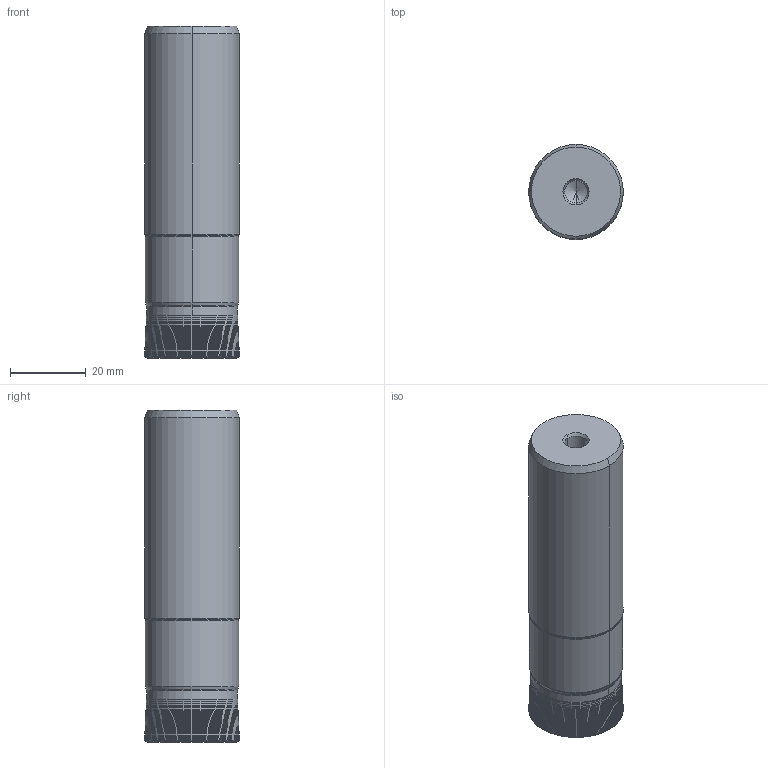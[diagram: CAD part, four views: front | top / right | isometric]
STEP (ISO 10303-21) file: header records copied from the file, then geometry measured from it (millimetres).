
FILE_DESCRIPTION((''),'2;1');
FILE_NAME('DEX','2022-12-19T14:33:18',('suchanowa'),(''),'CREO PARAMETRIC BY PTC INC, 2021184','CREO PARAMETRIC BY PTC INC, 2021184','');
FILE_SCHEMA(('AP242_MANAGED_MODEL_BASED_3D_ENGINEERING_MIM_LF { 1 0 10303 442 1 1 4 }'));
Length unit declared in the file: millimetre
Products named in the file (1): DEX
Bounding box: 25 x 25 x 87.75 mm (x, y, z)
Volume: 40519.6 mm3; surface area: 8891.5 mm2
Topology: 1 solids, 1 shells, 220 faces, 532 edges, 315 vertices
Faces by surface type: revolution 174, cone 26, cylinder 10, torus 8, plane 2
Entity records: 13108 total; most frequent: CARTESIAN_POINT 4239, PRESENTATION_STYLE_ASSIGNMENT 884, ORIENTED_EDGE 876, DIRECTION 776, STYLED_ITEM 704, CURVE_STYLE 703, EDGE_CURVE 438, B_SPLINE_CURVE_WITH_KNOTS 434
